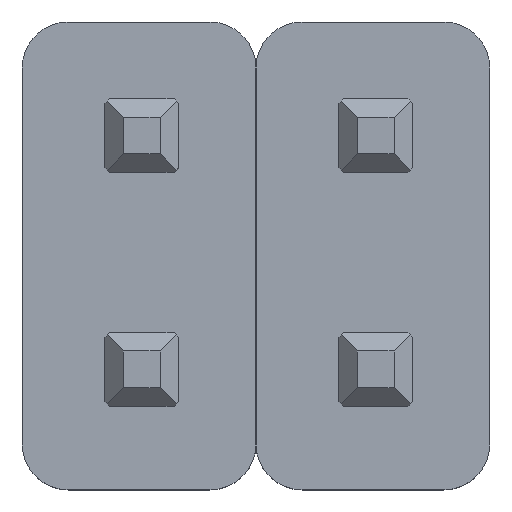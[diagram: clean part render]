
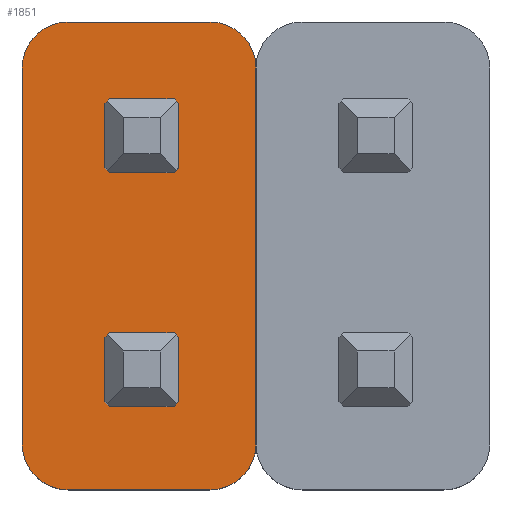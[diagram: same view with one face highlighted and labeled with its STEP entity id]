
A CAD part, top view. The second image highlights one B-rep face of the part: STEP entity #1851.
In plain terms, the highlighted planar face has unit normal (0, 0, 1).
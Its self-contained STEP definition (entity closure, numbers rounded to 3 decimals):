
#19=CIRCLE('',#1965,0.5);
#24=CIRCLE('',#1973,0.5);
#25=CIRCLE('',#1976,0.5);
#26=CIRCLE('',#1979,0.5);
#87=FACE_OUTER_BOUND('',#190,.T.);
#190=EDGE_LOOP('',(#1357,#1358,#1359,#1360,#1361,#1362,#1363,#1364));
#325=LINE('',#2689,#573);
#331=LINE('',#2709,#579);
#334=LINE('',#2717,#582);
#336=LINE('',#2723,#584);
#573=VECTOR('',#2182,10.);
#579=VECTOR('',#2202,10.);
#582=VECTOR('',#2211,10.);
#584=VECTOR('',#2219,10.);
#797=VERTEX_POINT('',#2676);
#798=VERTEX_POINT('',#2677);
#802=VERTEX_POINT('',#2687);
#808=VERTEX_POINT('',#2703);
#809=VERTEX_POINT('',#2707);
#810=VERTEX_POINT('',#2711);
#811=VERTEX_POINT('',#2715);
#812=VERTEX_POINT('',#2719);
#993=EDGE_CURVE('',#797,#798,#19,.T.);
#999=EDGE_CURVE('',#797,#802,#325,.T.);
#1006=EDGE_CURVE('',#808,#802,#24,.T.);
#1009=EDGE_CURVE('',#808,#809,#331,.T.);
#1010=EDGE_CURVE('',#810,#809,#25,.T.);
#1013=EDGE_CURVE('',#810,#811,#334,.T.);
#1014=EDGE_CURVE('',#812,#811,#26,.T.);
#1016=EDGE_CURVE('',#812,#798,#336,.T.);
#1357=ORIENTED_EDGE('',*,*,#993,.F.);
#1358=ORIENTED_EDGE('',*,*,#999,.T.);
#1359=ORIENTED_EDGE('',*,*,#1006,.F.);
#1360=ORIENTED_EDGE('',*,*,#1009,.T.);
#1361=ORIENTED_EDGE('',*,*,#1010,.F.);
#1362=ORIENTED_EDGE('',*,*,#1013,.T.);
#1363=ORIENTED_EDGE('',*,*,#1014,.F.);
#1364=ORIENTED_EDGE('',*,*,#1016,.T.);
#1753=PLANE('',#1981);
#1851=ADVANCED_FACE('',(#87),#1753,.T.);
#1965=AXIS2_PLACEMENT_3D('',#2678,#2172,#2173);
#1973=AXIS2_PLACEMENT_3D('',#2704,#2196,#2197);
#1976=AXIS2_PLACEMENT_3D('',#2712,#2205,#2206);
#1979=AXIS2_PLACEMENT_3D('',#2720,#2214,#2215);
#1981=AXIS2_PLACEMENT_3D('',#2724,#2220,#2221);
#2172=DIRECTION('center_axis',(0.,0.,-1.));
#2173=DIRECTION('ref_axis',(1.,0.,0.));
#2182=DIRECTION('',(-1.,0.,0.));
#2196=DIRECTION('center_axis',(0.,0.,-1.));
#2197=DIRECTION('ref_axis',(0.,1.,0.));
#2202=DIRECTION('',(0.,-1.,0.));
#2205=DIRECTION('center_axis',(0.,0.,-1.));
#2206=DIRECTION('ref_axis',(-1.,0.,0.));
#2211=DIRECTION('',(1.,0.,0.));
#2214=DIRECTION('center_axis',(0.,0.,-1.));
#2215=DIRECTION('ref_axis',(0.,-1.,0.));
#2219=DIRECTION('',(0.,1.,0.));
#2220=DIRECTION('center_axis',(0.,0.,1.));
#2221=DIRECTION('ref_axis',(1.,0.,0.));
#2676=CARTESIAN_POINT('',(-0.5,2.54,1.5));
#2677=CARTESIAN_POINT('',(0.,2.04,1.5));
#2678=CARTESIAN_POINT('Origin',(-0.5,2.04,1.5));
#2687=CARTESIAN_POINT('',(-2.04,2.54,1.5));
#2689=CARTESIAN_POINT('',(-0.5,2.54,1.5));
#2703=CARTESIAN_POINT('',(-2.54,2.04,1.5));
#2704=CARTESIAN_POINT('Origin',(-2.04,2.04,1.5));
#2707=CARTESIAN_POINT('',(-2.54,-2.04,1.5));
#2709=CARTESIAN_POINT('',(-2.54,2.04,1.5));
#2711=CARTESIAN_POINT('',(-2.04,-2.54,1.5));
#2712=CARTESIAN_POINT('Origin',(-2.04,-2.04,1.5));
#2715=CARTESIAN_POINT('',(-0.5,-2.54,1.5));
#2717=CARTESIAN_POINT('',(-2.04,-2.54,1.5));
#2719=CARTESIAN_POINT('',(0.,-2.04,1.5));
#2720=CARTESIAN_POINT('Origin',(-0.5,-2.04,1.5));
#2723=CARTESIAN_POINT('',(0.,-2.04,1.5));
#2724=CARTESIAN_POINT('Origin',(-1.27,-2.55,1.5));
